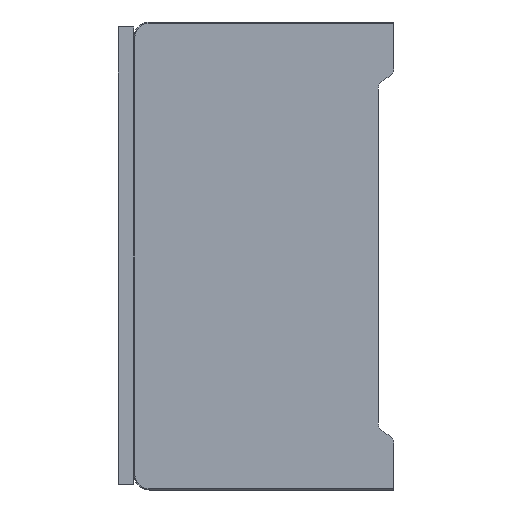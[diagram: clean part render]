
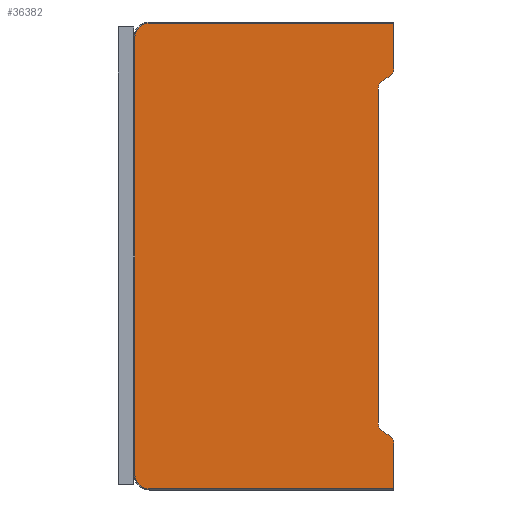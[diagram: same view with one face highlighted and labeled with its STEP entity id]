
A CAD part, left-side view. The second image highlights one B-rep face of the part: STEP entity #36382.
In plain terms, the highlighted planar face has unit normal (-1, 0, 0).
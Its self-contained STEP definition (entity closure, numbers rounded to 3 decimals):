
#4021=DIRECTION('',(0.,0.,-1.));
#4022=VECTOR('',#4021,84.);
#4023=CARTESIAN_POINT('',(0.,49.8,
-3.));
#4024=LINE('',#4023,#4022);
#4040=DIRECTION('',(0.,1.,0.));
#4041=VECTOR('',#4040,47.);
#4042=CARTESIAN_POINT('',(0.,0.,-0.2));
#4043=LINE('',#4042,#4041);
#4061=DIRECTION('',(0.,0.,1.));
#4062=VECTOR('',#4061,8.8);
#4063=CARTESIAN_POINT('',(0.,0.,-9.));
#4064=LINE('',#4063,#4062);
#5370=DIRECTION('',(0.,0.,1.));
#5371=VECTOR('',#5370,8.8);
#5372=CARTESIAN_POINT('',(0.,0.,-89.8));
#5373=LINE('',#5372,#5371);
#5410=DIRECTION('',(0.,0.,1.));
#5411=VECTOR('',#5410,64.226);
#5412=CARTESIAN_POINT('',(0.,3.,-77.113));
#5413=LINE('',#5412,#5411);
#5578=DIRECTION('',(0.,-0.866,-0.5));
#5579=VECTOR('',#5578,1.309);
#5580=CARTESIAN_POINT('',(0.,2.,
-78.845));
#5581=LINE('',#5580,#5579);
#5582=CARTESIAN_POINT('',(0.,1.732,-81.));
#5583=DIRECTION('',(1.,0.,0.));
#5584=DIRECTION('',(0.,-0.5,0.866));
#5585=AXIS2_PLACEMENT_3D('',#5582,#5583,#5584);
#5587=CARTESIAN_POINT('',(0.,47.,-87.));
#5588=DIRECTION('',(1.,0.,0.));
#5589=DIRECTION('',(0.,0.,-1.));
#5590=AXIS2_PLACEMENT_3D('',#5587,#5588,#5589);
#5592=CARTESIAN_POINT('',(0.,47.,-3.));
#5593=DIRECTION('',(1.,0.,0.));
#5594=DIRECTION('',(0.,1.,0.));
#5595=AXIS2_PLACEMENT_3D('',#5592,#5593,#5594);
#5597=CARTESIAN_POINT('',(0.,1.732,-9.));
#5598=DIRECTION('',(1.,0.,0.));
#5599=DIRECTION('',(0.,-1.,0.));
#5600=AXIS2_PLACEMENT_3D('',#5597,#5598,#5599);
#5602=DIRECTION('',(0.,0.866,-0.5));
#5603=VECTOR('',#5602,1.309);
#5604=CARTESIAN_POINT('',(0.,0.866,-10.5));
#5605=LINE('',#5604,#5603);
#5606=CARTESIAN_POINT('',(0.,1.,-12.887));
#5607=DIRECTION('',(-1.,0.,0.));
#5608=DIRECTION('',(0.,0.5,0.866));
#5609=AXIS2_PLACEMENT_3D('',#5606,#5607,#5608);
#5611=CARTESIAN_POINT('',(0.,1.,-77.113));
#5612=DIRECTION('',(-1.,0.,0.));
#5613=DIRECTION('',(0.,1.,0.));
#5614=AXIS2_PLACEMENT_3D('',#5611,#5612,#5613);
#5620=DIRECTION('',(0.,-1.,0.));
#5621=VECTOR('',#5620,47.);
#5622=CARTESIAN_POINT('',(0.,47.,
-89.8));
#5623=LINE('',#5622,#5621);
#25583=CARTESIAN_POINT('',(0.,0.,-81.));
#25585=VERTEX_POINT('',#25583);
#25590=CARTESIAN_POINT('',(0.,0.,-89.8));
#25591=VERTEX_POINT('',#25590);
#25592=CARTESIAN_POINT('',(0.,0.866,-79.5));
#25594=VERTEX_POINT('',#25592);
#25599=CARTESIAN_POINT('',(0.,2.,
-78.845));
#25601=VERTEX_POINT('',#25599);
#25604=CARTESIAN_POINT('',(0.,3.,-77.113));
#25606=VERTEX_POINT('',#25604);
#25611=CARTESIAN_POINT('',(0.,3.,-12.887));
#25613=VERTEX_POINT('',#25611);
#25632=CARTESIAN_POINT('',(0.,2.,
-11.155));
#25634=VERTEX_POINT('',#25632);
#25639=CARTESIAN_POINT('',(0.,0.866,-10.5));
#25641=VERTEX_POINT('',#25639);
#25644=CARTESIAN_POINT('',(0.,0.,-9.));
#25646=VERTEX_POINT('',#25644);
#25656=CARTESIAN_POINT('',(0.,0.,-0.2));
#25657=VERTEX_POINT('',#25656);
#30006=CARTESIAN_POINT('',(0.,47.,-0.2));
#30007=VERTEX_POINT('',#30006);
#30008=CARTESIAN_POINT('',(0.,49.8,
-3.));
#30009=VERTEX_POINT('',#30008);
#30010=CARTESIAN_POINT('',(0.,47.,
-89.8));
#30011=VERTEX_POINT('',#30010);
#30012=CARTESIAN_POINT('',(0.,49.8,
-87.));
#30013=VERTEX_POINT('',#30012);
#36360=CARTESIAN_POINT('',(0.,24.9,-45.));
#36361=DIRECTION('',(1.,0.,0.));
#36362=DIRECTION('',(0.,0.,1.));
#36363=AXIS2_PLACEMENT_3D('',#36360,#36361,#36362);
#36364=PLANE('',#36363);
#36365=ORIENTED_EDGE('',*,*,#36152,.T.);
#36366=ORIENTED_EDGE('',*,*,#36134,.T.);
#36367=ORIENTED_EDGE('',*,*,#36116,.F.);
#36369=ORIENTED_EDGE('',*,*,#36368,.F.);
#36370=ORIENTED_EDGE('',*,*,#34748,.T.);
#36371=ORIENTED_EDGE('',*,*,#34763,.F.);
#36372=ORIENTED_EDGE('',*,*,#34777,.T.);
#36373=ORIENTED_EDGE('',*,*,#34790,.F.);
#36374=ORIENTED_EDGE('',*,*,#34813,.F.);
#36375=ORIENTED_EDGE('',*,*,#36264,.T.);
#36376=ORIENTED_EDGE('',*,*,#36248,.T.);
#36377=ORIENTED_EDGE('',*,*,#36230,.T.);
#36378=ORIENTED_EDGE('',*,*,#36188,.F.);
#36379=ORIENTED_EDGE('',*,*,#36170,.T.);
#36380=EDGE_LOOP('',(#36365,#36366,#36367,#36369,#36370,#36371,#36372,#36373,
#36374,#36375,#36376,#36377,#36378,#36379));
#36381=FACE_OUTER_BOUND('',#36380,.F.);
#5586=CIRCLE('',#5585,1.732);
#5591=CIRCLE('',#5590,2.8);
#5596=CIRCLE('',#5595,2.8);
#5601=CIRCLE('',#5600,1.732);
#5610=CIRCLE('',#5609,2.);
#5615=CIRCLE('',#5614,2.);
#34748=EDGE_CURVE('',#30011,#30013,#5591,.T.);
#34763=EDGE_CURVE('',#30009,#30013,#4024,.T.);
#34777=EDGE_CURVE('',#30009,#30007,#5596,.T.);
#34790=EDGE_CURVE('',#25657,#30007,#4043,.T.);
#34813=EDGE_CURVE('',#25646,#25657,#4064,.T.);
#36116=EDGE_CURVE('',#25591,#25585,#5373,.T.);
#36134=EDGE_CURVE('',#25594,#25585,#5586,.T.);
#36152=EDGE_CURVE('',#25601,#25594,#5581,.T.);
#36170=EDGE_CURVE('',#25606,#25601,#5615,.T.);
#36188=EDGE_CURVE('',#25606,#25613,#5413,.T.);
#36230=EDGE_CURVE('',#25634,#25613,#5610,.T.);
#36248=EDGE_CURVE('',#25641,#25634,#5605,.T.);
#36264=EDGE_CURVE('',#25646,#25641,#5601,.T.);
#36368=EDGE_CURVE('',#30011,#25591,#5623,.T.);
#36382=ADVANCED_FACE('',(#36381),#36364,.F.);
